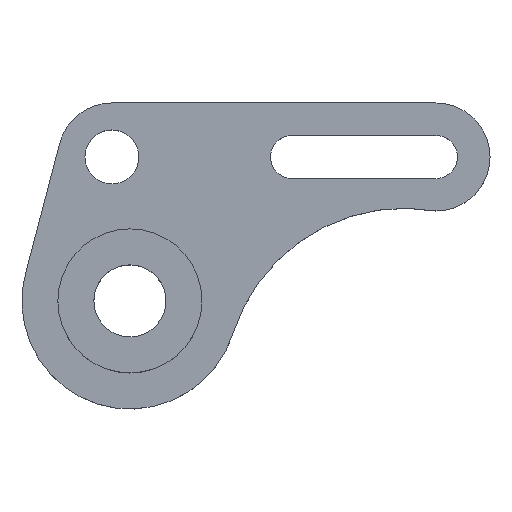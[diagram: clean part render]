
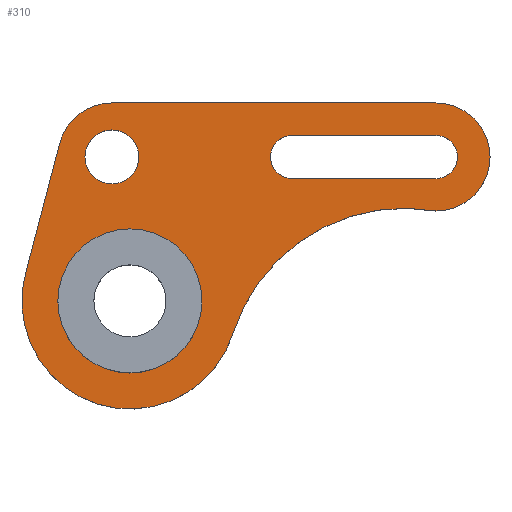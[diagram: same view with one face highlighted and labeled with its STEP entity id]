
A CAD part, top view. The second image highlights one B-rep face of the part: STEP entity #310.
In plain terms, the highlighted planar face has unit normal (0, 0, 1).
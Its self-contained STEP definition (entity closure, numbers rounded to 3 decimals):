
#15=FACE_BOUND('',#60,.T.);
#16=FACE_BOUND('',#61,.T.);
#17=FACE_BOUND('',#62,.T.);
#26=PLANE('',#358);
#42=FACE_OUTER_BOUND('',#59,.T.);
#59=EDGE_LOOP('',(#246,#247,#248,#249,#250,#251));
#60=EDGE_LOOP('',(#252));
#61=EDGE_LOOP('',(#253,#254,#255,#256));
#62=EDGE_LOOP('',(#257));
#72=LINE('',#478,#93);
#76=LINE('',#490,#97);
#82=LINE('',#514,#103);
#86=LINE('',#526,#107);
#93=VECTOR('',#389,10.);
#97=VECTOR('',#401,10.);
#103=VECTOR('',#427,10.);
#107=VECTOR('',#439,10.);
#110=CIRCLE('',#328,20.);
#113=CIRCLE('',#334,7.5);
#116=CIRCLE('',#339,6.);
#118=CIRCLE('',#343,6.);
#120=CIRCLE('',#346,50.);
#122=CIRCLE('',#349,30.);
#124=CIRCLE('',#353,15.);
#126=CIRCLE('',#357,15.);
#128=VERTEX_POINT('',#455);
#131=VERTEX_POINT('',#466);
#135=VERTEX_POINT('',#475);
#136=VERTEX_POINT('',#477);
#138=VERTEX_POINT('',#483);
#140=VERTEX_POINT('',#489);
#143=VERTEX_POINT('',#499);
#144=VERTEX_POINT('',#501);
#146=VERTEX_POINT('',#507);
#148=VERTEX_POINT('',#513);
#150=VERTEX_POINT('',#519);
#152=VERTEX_POINT('',#525);
#155=EDGE_CURVE('',#128,#128,#110,.T.);
#159=EDGE_CURVE('',#131,#131,#113,.T.);
#164=EDGE_CURVE('',#136,#135,#72,.T.);
#167=EDGE_CURVE('',#138,#136,#116,.T.);
#170=EDGE_CURVE('',#140,#138,#76,.T.);
#173=EDGE_CURVE('',#135,#140,#118,.T.);
#176=EDGE_CURVE('',#144,#143,#120,.T.);
#179=EDGE_CURVE('',#146,#144,#122,.T.);
#182=EDGE_CURVE('',#148,#146,#82,.T.);
#185=EDGE_CURVE('',#150,#148,#124,.T.);
#188=EDGE_CURVE('',#152,#150,#86,.T.);
#191=EDGE_CURVE('',#143,#152,#126,.T.);
#246=ORIENTED_EDGE('',*,*,#191,.T.);
#247=ORIENTED_EDGE('',*,*,#188,.T.);
#248=ORIENTED_EDGE('',*,*,#185,.T.);
#249=ORIENTED_EDGE('',*,*,#182,.T.);
#250=ORIENTED_EDGE('',*,*,#179,.T.);
#251=ORIENTED_EDGE('',*,*,#176,.T.);
#252=ORIENTED_EDGE('',*,*,#155,.T.);
#253=ORIENTED_EDGE('',*,*,#173,.T.);
#254=ORIENTED_EDGE('',*,*,#170,.T.);
#255=ORIENTED_EDGE('',*,*,#167,.T.);
#256=ORIENTED_EDGE('',*,*,#164,.T.);
#257=ORIENTED_EDGE('',*,*,#159,.T.);
#310=ADVANCED_FACE('',(#42,#15,#16,#17),#26,.T.);
#328=AXIS2_PLACEMENT_3D('',#457,#367,#368);
#334=AXIS2_PLACEMENT_3D('',#467,#380,#381);
#339=AXIS2_PLACEMENT_3D('',#484,#395,#396);
#343=AXIS2_PLACEMENT_3D('',#494,#407,#408);
#346=AXIS2_PLACEMENT_3D('',#502,#414,#415);
#349=AXIS2_PLACEMENT_3D('',#508,#421,#422);
#353=AXIS2_PLACEMENT_3D('',#520,#433,#434);
#357=AXIS2_PLACEMENT_3D('',#530,#445,#446);
#358=AXIS2_PLACEMENT_3D('',#531,#447,#448);
#367=DIRECTION('center_axis',(0.,0.,-1.));
#368=DIRECTION('ref_axis',(1.,0.,0.));
#380=DIRECTION('center_axis',(0.,0.,-1.));
#381=DIRECTION('ref_axis',(1.,0.,0.));
#389=DIRECTION('',(1.,0.,0.));
#395=DIRECTION('center_axis',(0.,0.,-1.));
#396=DIRECTION('ref_axis',(0.,1.,0.));
#401=DIRECTION('',(-1.,0.,0.));
#407=DIRECTION('center_axis',(0.,0.,-1.));
#408=DIRECTION('ref_axis',(0.,-1.,0.));
#414=DIRECTION('center_axis',(0.,0.,-1.));
#415=DIRECTION('ref_axis',(0.175,0.985,0.));
#421=DIRECTION('center_axis',(0.,0.,1.));
#422=DIRECTION('ref_axis',(-0.954,0.299,0.));
#427=DIRECTION('',(-0.253,-0.967,0.));
#433=DIRECTION('center_axis',(0.,0.,1.));
#434=DIRECTION('ref_axis',(0.,1.,0.));
#439=DIRECTION('',(-1.,0.,0.));
#445=DIRECTION('center_axis',(0.,0.,1.));
#446=DIRECTION('ref_axis',(0.,-1.,0.));
#447=DIRECTION('center_axis',(0.,0.,1.));
#448=DIRECTION('ref_axis',(1.,0.,0.));
#455=CARTESIAN_POINT('',(-20.,0.,15.));
#457=CARTESIAN_POINT('Origin',(0.,0.,15.));
#466=CARTESIAN_POINT('',(-12.5,40.,15.));
#467=CARTESIAN_POINT('Origin',(-5.,40.,15.));
#475=CARTESIAN_POINT('',(85.,46.,15.));
#477=CARTESIAN_POINT('',(45.,46.,15.));
#478=CARTESIAN_POINT('',(85.,46.,15.));
#483=CARTESIAN_POINT('',(45.,34.,15.));
#484=CARTESIAN_POINT('Origin',(45.,40.,15.));
#489=CARTESIAN_POINT('',(85.,34.,15.));
#490=CARTESIAN_POINT('',(45.,34.,15.));
#494=CARTESIAN_POINT('Origin',(85.,40.,15.));
#499=CARTESIAN_POINT('',(85.,25.,15.));
#501=CARTESIAN_POINT('',(28.591,-9.085,15.));
#502=CARTESIAN_POINT('Origin',(76.243,-24.227,15.));
#507=CARTESIAN_POINT('',(-28.627,8.972,15.));
#508=CARTESIAN_POINT('Origin',(0.,0.,15.));
#513=CARTESIAN_POINT('',(-19.511,43.798,15.));
#514=CARTESIAN_POINT('',(-28.627,8.972,15.));
#519=CARTESIAN_POINT('',(-5.,55.,15.));
#520=CARTESIAN_POINT('Origin',(-5.,40.,15.));
#525=CARTESIAN_POINT('',(85.,55.,15.));
#526=CARTESIAN_POINT('',(85.,55.,15.));
#530=CARTESIAN_POINT('Origin',(85.,40.,15.));
#531=CARTESIAN_POINT('Origin',(35.,12.5,15.));
